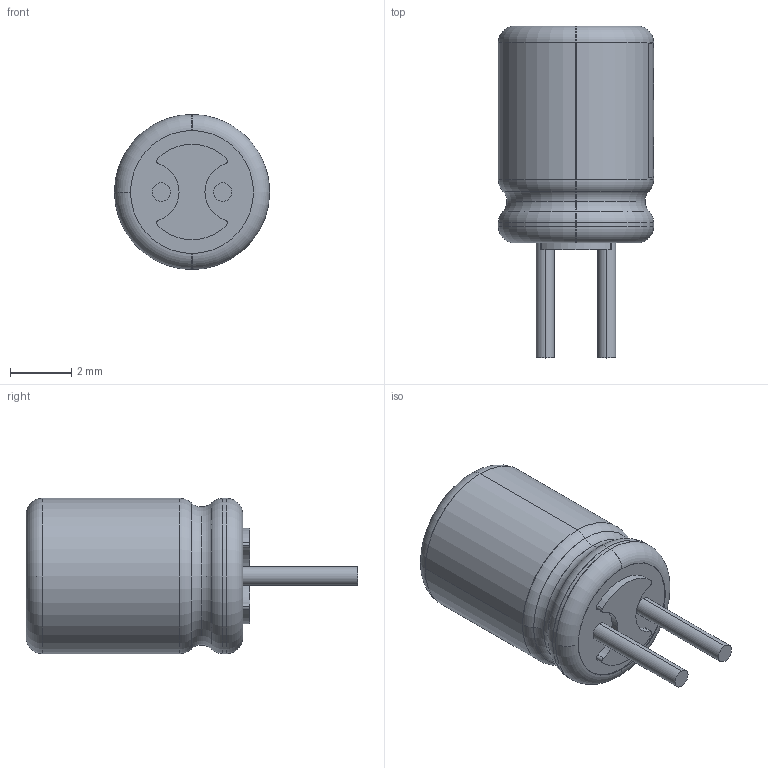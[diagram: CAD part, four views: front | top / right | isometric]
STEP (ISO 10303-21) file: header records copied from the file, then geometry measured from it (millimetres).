
FILE_DESCRIPTION (( 'STEP AP214' ), '1' );
FILE_NAME ('User Library-Cap electro 5x7x2mm.STEP', '2014-01-09T20:32:50', ( 'Windows User' ), ( '' ), 'SwSTEP 2.0', 'SolidWorks 2014', '' );
FILE_SCHEMA (( 'AUTOMOTIVE_DESIGN' ));
Length unit declared in the file: millimetre
Products named in the file (1): User Library-Cap electro 5x7x2mm
Bounding box: 5.05 x 10.8 x 5.05 mm (x, y, z)
Surface area: 339.6 mm2 (no closed solid volume)
Topology: 0 solids, 4 shells, 101 faces, 260 edges, 173 vertices
Faces by surface type: cylinder 59, torus 36, plane 6
Entity records: 4182 total; most frequent: CARTESIAN_POINT 607, DIRECTION 594, ORIENTED_EDGE 466, EDGE_CURVE 260, AXIS2_PLACEMENT_3D 256, VERTEX_POINT 173, CIRCLE 154, EDGE_LOOP 110
